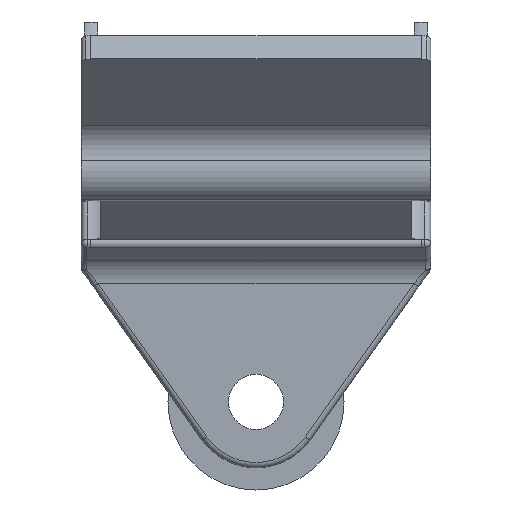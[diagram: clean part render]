
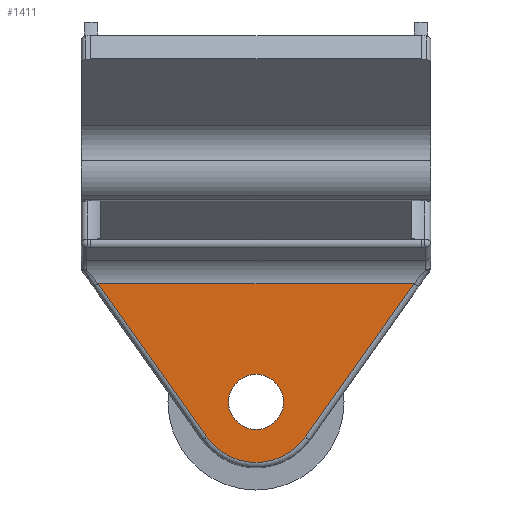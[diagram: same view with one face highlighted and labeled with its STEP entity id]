
A CAD part, left-side view. The second image highlights one B-rep face of the part: STEP entity #1411.
In plain terms, the highlighted planar face has unit normal (-1, 0, 0).
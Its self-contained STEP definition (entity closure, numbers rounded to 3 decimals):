
#34=FACE_BOUND('',#228,.T.);
#86=PLANE('',#1548);
#141=FACE_OUTER_BOUND('',#227,.T.);
#227=EDGE_LOOP('',(#1086,#1087,#1088,#1089));
#228=EDGE_LOOP('',(#1090));
#332=LINE('',#2458,#429);
#333=LINE('',#2597,#430);
#334=LINE('',#2604,#431);
#429=VECTOR('',#1821,10.);
#430=VECTOR('',#1852,10.);
#431=VECTOR('',#1863,10.);
#516=CIRCLE('',#1545,5.5);
#517=CIRCLE('',#1549,2.5);
#633=VERTEX_POINT('',#2455);
#634=VERTEX_POINT('',#2457);
#638=VERTEX_POINT('',#2595);
#639=VERTEX_POINT('',#2599);
#640=VERTEX_POINT('',#2609);
#792=EDGE_CURVE('',#633,#634,#332,.T.);
#806=EDGE_CURVE('',#634,#638,#333,.T.);
#809=EDGE_CURVE('',#638,#639,#516,.T.);
#810=EDGE_CURVE('',#639,#633,#334,.T.);
#813=EDGE_CURVE('',#640,#640,#517,.T.);
#1086=ORIENTED_EDGE('',*,*,#810,.F.);
#1087=ORIENTED_EDGE('',*,*,#809,.F.);
#1088=ORIENTED_EDGE('',*,*,#806,.F.);
#1089=ORIENTED_EDGE('',*,*,#792,.F.);
#1090=ORIENTED_EDGE('',*,*,#813,.T.);
#1411=ADVANCED_FACE('',(#141,#34),#86,.T.);
#1545=AXIS2_PLACEMENT_3D('',#2602,#1859,#1860);
#1548=AXIS2_PLACEMENT_3D('',#2608,#1868,#1869);
#1549=AXIS2_PLACEMENT_3D('',#2610,#1870,#1871);
#1821=DIRECTION('',(0.,-1.,0.));
#1852=DIRECTION('',(0.,0.578,-0.816));
#1859=DIRECTION('center_axis',(1.,0.,0.));
#1860=DIRECTION('ref_axis',(0.,0.,-1.));
#1863=DIRECTION('',(0.,0.578,0.816));
#1868=DIRECTION('center_axis',(-1.,0.,0.));
#1869=DIRECTION('ref_axis',(0.,1.,0.));
#1870=DIRECTION('center_axis',(1.,0.,0.));
#1871=DIRECTION('ref_axis',(0.,1.,0.));
#2455=CARTESIAN_POINT('',(71.231,46.709,-49.267));
#2457=CARTESIAN_POINT('',(71.231,17.971,-49.267));
#2458=CARTESIAN_POINT('',(71.231,32.34,-49.267));
#2595=CARTESIAN_POINT('',(71.231,27.854,-63.206));
#2597=CARTESIAN_POINT('',(71.231,21.662,-54.472));
#2599=CARTESIAN_POINT('',(71.231,36.827,-63.206));
#2602=CARTESIAN_POINT('Origin',(71.231,32.34,-60.025));
#2604=CARTESIAN_POINT('',(71.231,37.535,-62.208));
#2608=CARTESIAN_POINT('Origin',(71.231,32.34,-57.025));
#2609=CARTESIAN_POINT('',(71.231,29.84,-60.025));
#2610=CARTESIAN_POINT('Origin',(71.231,32.34,-60.025));
